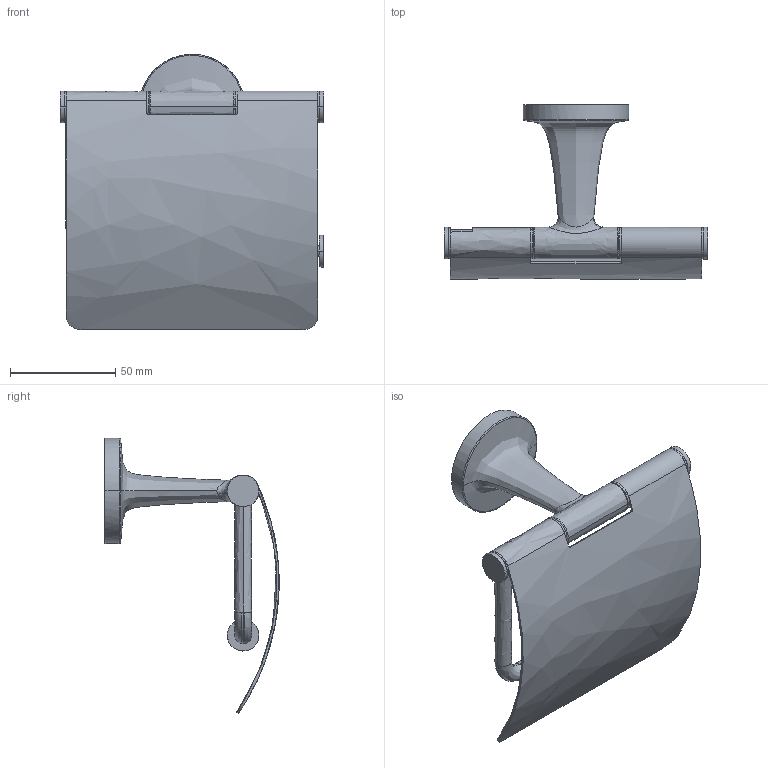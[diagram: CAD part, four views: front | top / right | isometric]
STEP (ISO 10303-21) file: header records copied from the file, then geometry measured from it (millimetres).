
FILE_DESCRIPTION(/* description */ (''),/* implementation_level */ '2;1');
FILE_NAME(/* name */ '009940',/* time_stamp */ '2019-02-13T10:31:57+01:00',/* author */ (''),/* organization */ (''),/* preprocessor_version */ 'ST-DEVELOPER v15',/* originating_system */ '',/* authorisation */ '');
FILE_SCHEMA (('AUTOMOTIVE_DESIGN'));
Length unit declared in the file: millimetre
Products named in the file (1): Document
Bounding box: 125.2 x 82.75 x 130.77 mm (x, y, z)
Volume: 19639.3 mm3; surface area: 58612.2 mm2
Topology: 7 solids, 11 shells, 251 faces, 600 edges, 354 vertices
Faces by surface type: bspline 251
Entity records: 29843 total; most frequent: CARTESIAN_POINT 22629, B_SPLINE_CURVE_WITH_KNOTS 1304, ORIENTED_EDGE 1148, PCURVE 1148, DEFINITIONAL_REPRESENTATION 1148, SURFACE_CURVE 592, EDGE_CURVE 592, VERTEX_POINT 354
